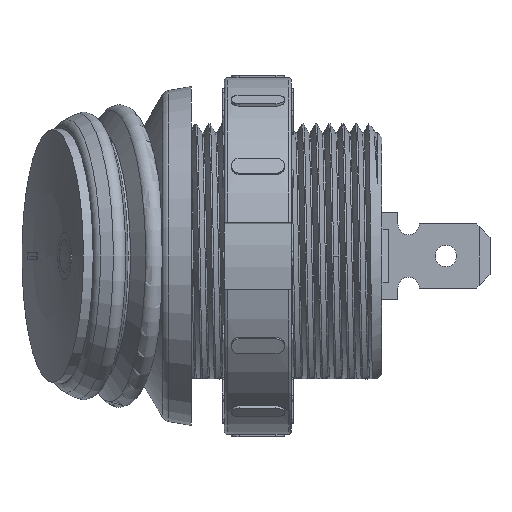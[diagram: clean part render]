
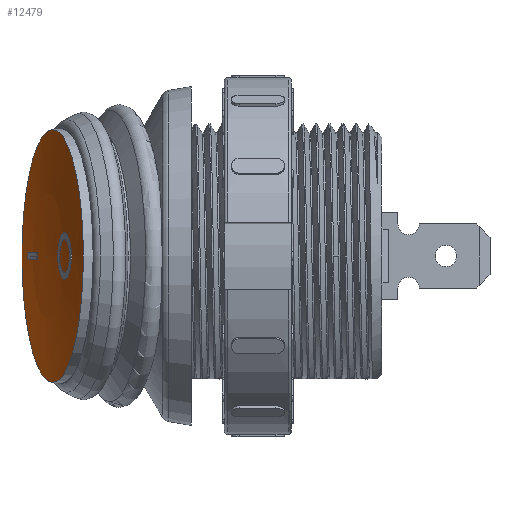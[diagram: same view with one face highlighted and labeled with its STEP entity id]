
A CAD part, left-side view. The second image highlights one B-rep face of the part: STEP entity #12479.
In plain terms, the highlighted spherical face has radius 100 mm.
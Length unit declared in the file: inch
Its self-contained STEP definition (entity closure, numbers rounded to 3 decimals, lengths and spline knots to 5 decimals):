
#16=SPHERICAL_SURFACE('',#13359,3.93701);
#193=FACE_BOUND('',#1544,.T.);
#854=FACE_OUTER_BOUND('',#1543,.T.);
#1543=EDGE_LOOP('',(#9181,#9182,#9183,#9184,#9185,#9186,#9187,#9188,#9189,
#9190,#9191));
#1544=EDGE_LOOP('',(#9192,#9193));
#2158=CIRCLE('',#13360,3.93701);
#2159=CIRCLE('',#13361,3.93701);
#2160=CIRCLE('',#13362,3.93701);
#2161=CIRCLE('',#13363,3.93701);
#2162=CIRCLE('',#13364,0.37402);
#2163=CIRCLE('',#13365,3.93701);
#2164=CIRCLE('',#13366,3.93701);
#5412=VERTEX_POINT('',#23525);
#5413=VERTEX_POINT('',#23526);
#5414=VERTEX_POINT('',#23528);
#5415=VERTEX_POINT('',#23530);
#5416=VERTEX_POINT('',#23532);
#5417=VERTEX_POINT('',#23535);
#5418=VERTEX_POINT('',#23537);
#5419=VERTEX_POINT('',#23538);
#6808=EDGE_CURVE('',#5412,#5413,#2158,.T.);
#6809=EDGE_CURVE('',#5413,#5414,#2159,.T.);
#6810=EDGE_CURVE('',#5414,#5415,#2160,.T.);
#6811=EDGE_CURVE('',#5415,#5416,#2161,.T.);
#6812=EDGE_CURVE('',#5416,#5416,#2162,.T.);
#6813=EDGE_CURVE('',#5417,#5412,#2163,.T.);
#6814=EDGE_CURVE('',#5418,#5419,#2164,.T.);
#9181=ORIENTED_EDGE('',*,*,#6808,.T.);
#9182=ORIENTED_EDGE('',*,*,#6809,.T.);
#9183=ORIENTED_EDGE('',*,*,#6810,.T.);
#9184=ORIENTED_EDGE('',*,*,#6811,.T.);
#9185=ORIENTED_EDGE('',*,*,#6812,.T.);
#9186=ORIENTED_EDGE('',*,*,#6811,.F.);
#9187=ORIENTED_EDGE('',*,*,#6810,.F.);
#9188=ORIENTED_EDGE('',*,*,#6809,.F.);
#9189=ORIENTED_EDGE('',*,*,#6808,.F.);
#9190=ORIENTED_EDGE('',*,*,#6813,.F.);
#9191=ORIENTED_EDGE('',*,*,#6813,.T.);
#9192=ORIENTED_EDGE('',*,*,#6814,.T.);
#9193=ORIENTED_EDGE('',*,*,#6814,.F.);
#12479=ADVANCED_FACE('',(#854,#193),#16,.T.);
#13359=AXIS2_PLACEMENT_3D('',#23524,#15145,#15146);
#13360=AXIS2_PLACEMENT_3D('',#23527,#15147,#15148);
#13361=AXIS2_PLACEMENT_3D('',#23529,#15149,#15150);
#13362=AXIS2_PLACEMENT_3D('',#23531,#15151,#15152);
#13363=AXIS2_PLACEMENT_3D('',#23533,#15153,#15154);
#13364=AXIS2_PLACEMENT_3D('',#23534,#15155,#15156);
#13365=AXIS2_PLACEMENT_3D('',#23536,#15157,#15158);
#13366=AXIS2_PLACEMENT_3D('',#23539,#15159,#15160);
#15145=DIRECTION('center_axis',(-0.242,0.97,0.));
#15146=DIRECTION('ref_axis',(0.97,0.242,0.));
#15147=DIRECTION('center_axis',(0.,0.,
1.));
#15148=DIRECTION('ref_axis',(-0.149,0.989,0.));
#15149=DIRECTION('center_axis',(0.,0.,
1.));
#15150=DIRECTION('ref_axis',(-0.97,-0.242,0.));
#15151=DIRECTION('center_axis',(0.,0.,
1.));
#15152=DIRECTION('ref_axis',(-0.149,0.989,0.));
#15153=DIRECTION('center_axis',(0.,0.,
1.));
#15154=DIRECTION('ref_axis',(-0.97,-0.242,0.));
#15155=DIRECTION('center_axis',(-0.242,0.97,0.));
#15156=DIRECTION('ref_axis',(0.97,0.242,0.));
#15157=DIRECTION('center_axis',(0.,0.,
1.));
#15158=DIRECTION('ref_axis',(-0.97,-0.242,0.));
#15159=DIRECTION('center_axis',(0.,0.,
1.));
#15160=DIRECTION('ref_axis',(-0.149,0.989,0.));
#23524=CARTESIAN_POINT('Origin',(0.84432,-3.43364,0.));
#23525=CARTESIAN_POINT('',(-0.23177,0.35345,0.));
#23526=CARTESIAN_POINT('',(-0.25071,0.34802,0.));
#23527=CARTESIAN_POINT('Origin',(0.84432,-3.43364,0.));
#23528=CARTESIAN_POINT('',(-0.34502,0.31942,0.));
#23529=CARTESIAN_POINT('Origin',(0.84432,-3.43364,0.));
#23530=CARTESIAN_POINT('',(-0.36381,0.31342,0.));
#23531=CARTESIAN_POINT('Origin',(0.84432,-3.43364,0.));
#23532=CARTESIAN_POINT('',(-0.46672,0.27866,0.));
#23533=CARTESIAN_POINT('Origin',(0.84432,-3.43364,0.));
#23534=CARTESIAN_POINT('Origin',(-0.10382,0.36914,0.));
#23535=CARTESIAN_POINT('',(-0.10812,0.38642,0.));
#23536=CARTESIAN_POINT('Origin',(0.84432,-3.43364,0.));
#23537=CARTESIAN_POINT('',(0.1519,0.442,0.));
#23538=CARTESIAN_POINT('',(0.01653,0.41536,0.));
#23539=CARTESIAN_POINT('Origin',(0.84432,-3.43364,0.));
